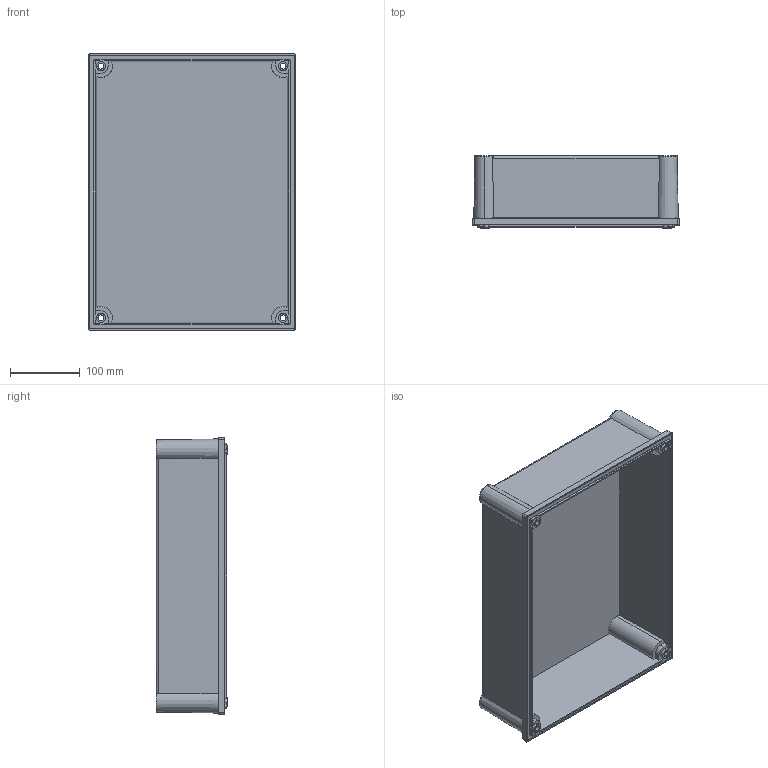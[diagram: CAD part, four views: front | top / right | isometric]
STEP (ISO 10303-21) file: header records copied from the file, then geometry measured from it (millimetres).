
FILE_DESCRIPTION (( 'STEP AP214' ), '1' );
FILE_NAME ('Fibox_Quick_43_100C.STEP', '2015-12-11T12:11:45', ( '' ), ( '' ), 'SwSTEP 2.0', 'SolidWorks 2014', '' );
FILE_SCHEMA (( 'AUTOMOTIVE_DESIGN' ));
Length unit declared in the file: millimetre
Products named in the file (1): Fibox_Quick_43_100C
Bounding box: 298 x 103.5 x 398 mm (x, y, z)
Volume: 1006001.6 mm3; surface area: 509178.8 mm2
Topology: 1 solids, 1 shells, 160 faces, 420 edges, 272 vertices
Faces by surface type: plane 96, cylinder 42, cone 18, bspline 4
Entity records: 5224 total; most frequent: CARTESIAN_POINT 1235, ORIENTED_EDGE 840, DIRECTION 758, EDGE_CURVE 420, VECTOR 272, VERTEX_POINT 272, LINE 272, AXIS2_PLACEMENT_3D 243
